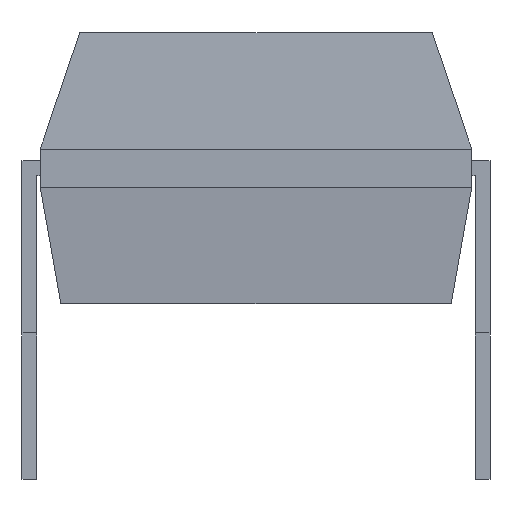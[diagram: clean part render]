
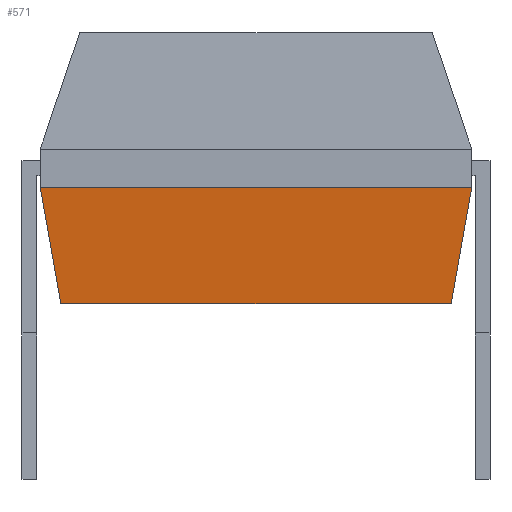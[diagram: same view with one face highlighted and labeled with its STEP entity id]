
A CAD part, front view. The second image highlights one B-rep face of the part: STEP entity #571.
In plain terms, the highlighted planar face has unit normal (0, -0.996, -0.088).
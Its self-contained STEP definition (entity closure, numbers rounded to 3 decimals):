
#386=CARTESIAN_POINT('',(7.671,-34.29,2.525));
#385=VERTEX_POINT('',#386);
#388=CARTESIAN_POINT('',(0.19,-34.29,2.525));
#387=VERTEX_POINT('',#388);
#384=EDGE_CURVE('',#385,#387,#389,.T.);
#389=LINE('',#386,#391);
#391=VECTOR('',#392,7.48);
#392=DIRECTION('',(-1.0,0.0,0.0));
#571=ADVANCED_FACE('',(#577),#572,.T.);
#572=PLANE('',#573);
#573=AXIS2_PLACEMENT_3D('',#574,#575,#576);
#574=CARTESIAN_POINT('',(0.546,-34.112,0.508));
#575=DIRECTION('',(0.0,-0.996,-0.088));
#576=DIRECTION('',(0.,0.,1.));
#577=FACE_OUTER_BOUND('',#578,.T.);
#578=EDGE_LOOP('',(#579,#589,#599,#609));
#582=CARTESIAN_POINT('',(7.315,-34.112,0.508));
#581=VERTEX_POINT('',#582);
#584=CARTESIAN_POINT('',(0.546,-34.112,0.508));
#583=VERTEX_POINT('',#584);
#580=EDGE_CURVE('',#581,#583,#585,.T.);
#585=LINE('',#582,#587);
#587=VECTOR('',#588,6.769);
#588=DIRECTION('',(-1.0,0.0,0.0));
#579=ORIENTED_EDGE('',*,*,#580,.F.);
#590=EDGE_CURVE('',#385,#581,#595,.T.);
#595=LINE('',#386,#597);
#597=VECTOR('',#598,2.056);
#598=DIRECTION('',(-0.173,0.086,-0.981));
#589=ORIENTED_EDGE('',*,*,#590,.F.);
#599=ORIENTED_EDGE('',*,*,#384,.T.);
#610=EDGE_CURVE('',#583,#387,#615,.T.);
#615=LINE('',#584,#617);
#617=VECTOR('',#618,2.056);
#618=DIRECTION('',(-0.173,-0.086,0.981));
#609=ORIENTED_EDGE('',*,*,#610,.F.);
